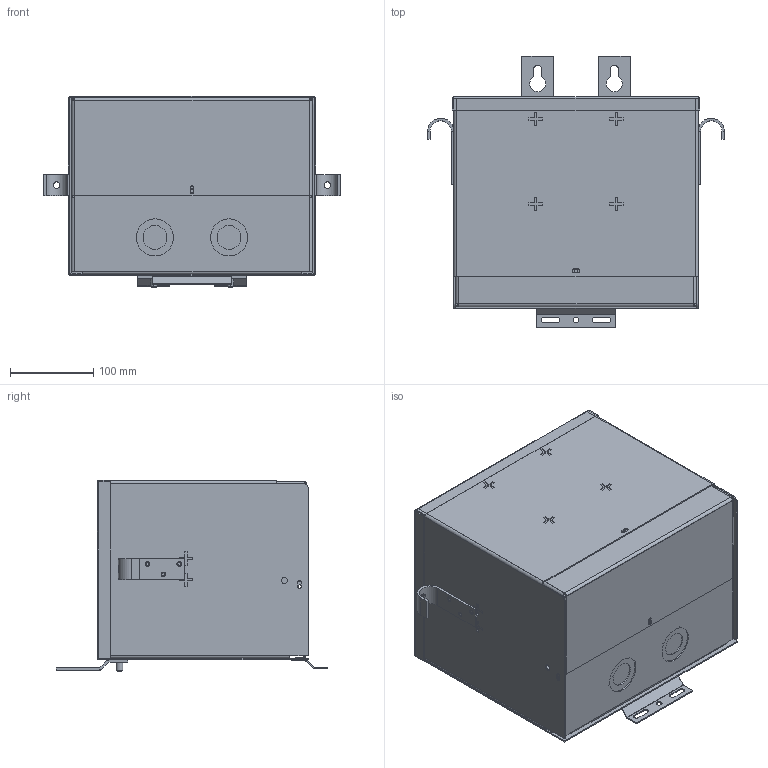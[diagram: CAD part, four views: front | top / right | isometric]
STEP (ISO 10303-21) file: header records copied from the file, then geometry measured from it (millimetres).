
FILE_DESCRIPTION (( 'STEP AP214' ), '1' );
FILE_NAME ('T2A533291S.STEP', '2015-08-03T14:00:24', ( '' ), ( '' ), 'SwSTEP 2.0', 'SolidWorks 2012', '' );
FILE_SCHEMA (( 'AUTOMOTIVE_DESIGN' ));
Length unit declared in the file: inch
Products named in the file (11): A  2-701878-; A  2-701877-; A  1-115443-; A   -700716-; A  2-701874-; A  2-1430301-; A  1-118040-; A  2-701875-; R  2-701874-; F  2-701874-; T2A533291S
Assembly tree (13 placements, depth 3):
  T2A533291S
    A  2-701874-
      F  2-701874-
      R  2-701874-
      A  2-701875-
      A  1-118040-  x2
      A  2-1430301-  x2
    A   -700716-
    A  1-115443-  x2
    A  2-701877-
    A  2-701878-
Bounding box: 356.36 x 326.23 x 229.67 mm (x, y, z)
Volume: 669881.1 mm3; surface area: 871344.1 mm2
Topology: 12 solids, 12 shells, 648 faces, 1568 edges, 988 vertices
Faces by surface type: plane 440, cylinder 140, cone 40, bspline 24, torus 4
Entity records: 19130 total; most frequent: CARTESIAN_POINT 4866, ORIENTED_EDGE 2828, DIRECTION 2786, EDGE_CURVE 1414, VECTOR 1110, LINE 1110, VERTEX_POINT 894, AXIS2_PLACEMENT_3D 838
